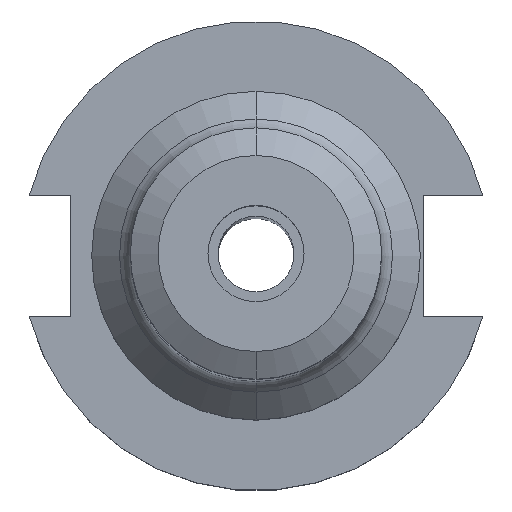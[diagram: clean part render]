
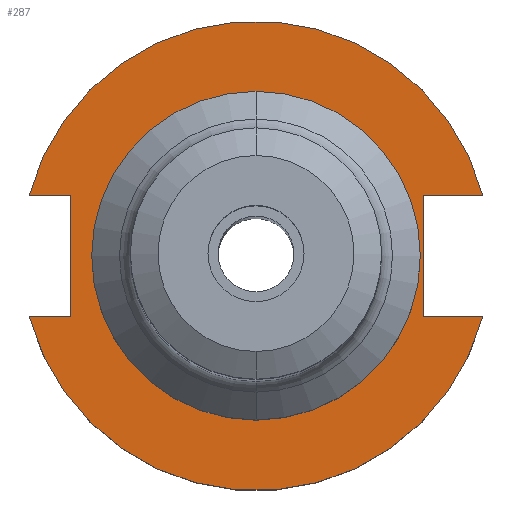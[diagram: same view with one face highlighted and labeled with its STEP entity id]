
A CAD part, top view. The second image highlights one B-rep face of the part: STEP entity #287.
In plain terms, the highlighted planar face has unit normal (0, 0, 1).
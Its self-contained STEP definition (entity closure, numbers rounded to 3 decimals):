
#11 = VERTEX_POINT ( 'NONE', #1913 ) ;
#13 = CARTESIAN_POINT ( 'NONE',  ( 22.606, 22.225, 19.05 ) ) ;
#54 = EDGE_CURVE ( 'NONE', #11, #197, #1201, .T. ) ;
#81 = VERTEX_POINT ( 'NONE', #1920 ) ;
#101 = ORIENTED_EDGE ( 'NONE', *, *, #294, .T. ) ;
#144 = VERTEX_POINT ( 'NONE', #713 ) ;
#157 = DIRECTION ( 'NONE',  ( 0., 0., 1. ) ) ;
#165 = VECTOR ( 'NONE', #967, 1000. ) ;
#180 = EDGE_CURVE ( 'NONE', #599, #144, #747, .T. ) ;
#192 = LINE ( 'NONE', #13, #1767 ) ;
#197 = VERTEX_POINT ( 'NONE', #1834 ) ;
#260 = EDGE_CURVE ( 'NONE', #987, #144, #1298, .T. ) ;
#287 = ADVANCED_FACE ( 'NONE', ( #492, #952 ), #1669, .F. ) ;
#294 = EDGE_CURVE ( 'NONE', #599, #1675, #192, .T. ) ;
#315 = CARTESIAN_POINT ( 'NONE',  ( 0., 22.225, 19.05 ) ) ;
#361 = DIRECTION ( 'NONE',  ( 0., 0., 1. ) ) ;
#427 = CARTESIAN_POINT ( 'NONE',  ( 22.606, -8.191, 19.05 ) ) ;
#458 = LINE ( 'NONE', #1370, #1294 ) ;
#459 = DIRECTION ( 'NONE',  ( 1., 0., 0. ) ) ;
#481 = DIRECTION ( 'NONE',  ( 0., 0., -1. ) ) ;
#492 = FACE_BOUND ( 'NONE', #1805, .T. ) ;
#515 = LINE ( 'NONE', #1618, #1274 ) ;
#537 = AXIS2_PLACEMENT_3D ( 'NONE', #779, #1377, #1405 ) ;
#538 = CARTESIAN_POINT ( 'NONE',  ( -22.225, 0., 19.05 ) ) ;
#560 = ORIENTED_EDGE ( 'NONE', *, *, #728, .F. ) ;
#599 = VERTEX_POINT ( 'NONE', #427 ) ;
#630 = DIRECTION ( 'NONE',  ( 1., 0., 0. ) ) ;
#659 = EDGE_LOOP ( 'NONE', ( #795, #1369, #1674, #1972, #101, #1571, #1313, #687 ) ) ;
#670 = EDGE_CURVE ( 'NONE', #11, #1675, #458, .T. ) ;
#679 = AXIS2_PLACEMENT_3D ( 'NONE', #907, #157, #459 ) ;
#687 = ORIENTED_EDGE ( 'NONE', *, *, #1964, .T. ) ;
#694 = DIRECTION ( 'NONE',  ( 1., 0., 0. ) ) ;
#713 = CARTESIAN_POINT ( 'NONE',  ( 30.675, -8.191, 19.05 ) ) ;
#719 = CARTESIAN_POINT ( 'NONE',  ( -61.091, 8.191, 19.05 ) ) ;
#728 = EDGE_CURVE ( 'NONE', #81, #1354, #1572, .T. ) ;
#735 = LINE ( 'NONE', #719, #966 ) ;
#747 = LINE ( 'NONE', #1013, #931 ) ;
#760 = DIRECTION ( 'NONE',  ( -1., 0., 0. ) ) ;
#779 = CARTESIAN_POINT ( 'NONE',  ( 0., 0., 19.05 ) ) ;
#791 = ORIENTED_EDGE ( 'NONE', *, *, #1928, .F. ) ;
#795 = ORIENTED_EDGE ( 'NONE', *, *, #1933, .T. ) ;
#825 = AXIS2_PLACEMENT_3D ( 'NONE', #315, #481, #951 ) ;
#850 = DIRECTION ( 'NONE',  ( 0., 0., 1. ) ) ;
#862 = AXIS2_PLACEMENT_3D ( 'NONE', #981, #850, #1595 ) ;
#907 = CARTESIAN_POINT ( 'NONE',  ( 0., 0., 19.05 ) ) ;
#931 = VECTOR ( 'NONE', #630, 1000. ) ;
#951 = DIRECTION ( 'NONE',  ( -1., 0., 0. ) ) ;
#952 = FACE_OUTER_BOUND ( 'NONE', #659, .T. ) ;
#966 = VECTOR ( 'NONE', #1315, 1000. ) ;
#967 = DIRECTION ( 'NONE',  ( 0., -1., 0. ) ) ;
#981 = CARTESIAN_POINT ( 'NONE',  ( 0., 0., 19.05 ) ) ;
#987 = VERTEX_POINT ( 'NONE', #1231 ) ;
#1013 = CARTESIAN_POINT ( 'NONE',  ( 0., -8.191, 19.05 ) ) ;
#1017 = LINE ( 'NONE', #1282, #165 ) ;
#1113 = EDGE_CURVE ( 'NONE', #987, #1300, #515, .T. ) ;
#1144 = DIRECTION ( 'NONE',  ( 1., 0., 0. ) ) ;
#1201 = CIRCLE ( 'NONE', #862, 31.75 ) ;
#1231 = CARTESIAN_POINT ( 'NONE',  ( -30.675, -8.191, 19.05 ) ) ;
#1235 = CARTESIAN_POINT ( 'NONE',  ( -25.091, -8.191, 19.05 ) ) ;
#1259 = VERTEX_POINT ( 'NONE', #1840 ) ;
#1266 = DIRECTION ( 'NONE',  ( 0., 1., 0. ) ) ;
#1274 = VECTOR ( 'NONE', #1144, 1000. ) ;
#1282 = CARTESIAN_POINT ( 'NONE',  ( -25.091, 8.191, 19.05 ) ) ;
#1294 = VECTOR ( 'NONE', #760, 1000. ) ;
#1298 = CIRCLE ( 'NONE', #679, 31.75 ) ;
#1300 = VERTEX_POINT ( 'NONE', #1235 ) ;
#1313 = ORIENTED_EDGE ( 'NONE', *, *, #54, .T. ) ;
#1315 = DIRECTION ( 'NONE',  ( 1., 0., 0. ) ) ;
#1354 = VERTEX_POINT ( 'NONE', #538 ) ;
#1369 = ORIENTED_EDGE ( 'NONE', *, *, #1113, .F. ) ;
#1370 = CARTESIAN_POINT ( 'NONE',  ( 0., 8.191, 19.05 ) ) ;
#1377 = DIRECTION ( 'NONE',  ( 0., 0., 1. ) ) ;
#1405 = DIRECTION ( 'NONE',  ( 1., 0., 0. ) ) ;
#1553 = CIRCLE ( 'NONE', #1836, 22.225 ) ;
#1571 = ORIENTED_EDGE ( 'NONE', *, *, #670, .F. ) ;
#1572 = CIRCLE ( 'NONE', #537, 22.225 ) ;
#1589 = CARTESIAN_POINT ( 'NONE',  ( 22.606, 8.191, 19.05 ) ) ;
#1595 = DIRECTION ( 'NONE',  ( 1., 0., 0. ) ) ;
#1601 = CARTESIAN_POINT ( 'NONE',  ( 0., 0., 19.05 ) ) ;
#1618 = CARTESIAN_POINT ( 'NONE',  ( -61.091, -8.191, 19.05 ) ) ;
#1669 = PLANE ( 'NONE',  #825 ) ;
#1674 = ORIENTED_EDGE ( 'NONE', *, *, #260, .T. ) ;
#1675 = VERTEX_POINT ( 'NONE', #1589 ) ;
#1767 = VECTOR ( 'NONE', #1266, 1000. ) ;
#1805 = EDGE_LOOP ( 'NONE', ( #560, #791 ) ) ;
#1834 = CARTESIAN_POINT ( 'NONE',  ( -30.675, 8.191, 19.05 ) ) ;
#1836 = AXIS2_PLACEMENT_3D ( 'NONE', #1601, #361, #694 ) ;
#1840 = CARTESIAN_POINT ( 'NONE',  ( -25.091, 8.191, 19.05 ) ) ;
#1913 = CARTESIAN_POINT ( 'NONE',  ( 30.675, 8.191, 19.05 ) ) ;
#1920 = CARTESIAN_POINT ( 'NONE',  ( 22.225, 0., 19.05 ) ) ;
#1928 = EDGE_CURVE ( 'NONE', #1354, #81, #1553, .T. ) ;
#1933 = EDGE_CURVE ( 'NONE', #1259, #1300, #1017, .T. ) ;
#1964 = EDGE_CURVE ( 'NONE', #197, #1259, #735, .T. ) ;
#1972 = ORIENTED_EDGE ( 'NONE', *, *, #180, .F. ) ;
